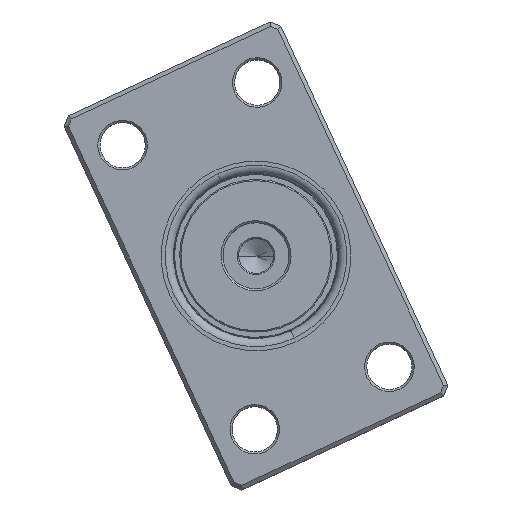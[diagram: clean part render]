
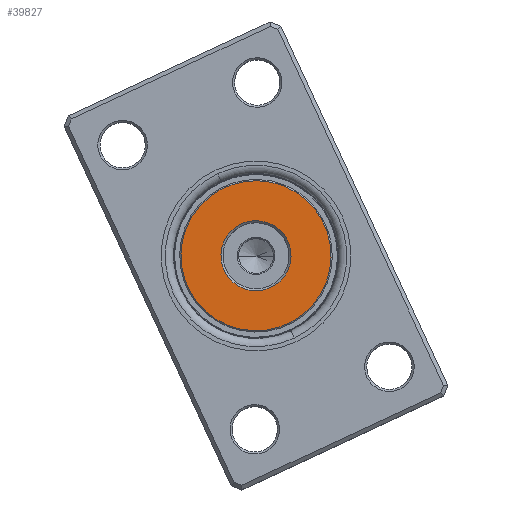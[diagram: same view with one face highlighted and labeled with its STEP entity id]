
A CAD part, top view. The second image highlights one B-rep face of the part: STEP entity #39827.
In plain terms, the highlighted face is planar.
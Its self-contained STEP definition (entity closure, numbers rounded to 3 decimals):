
#781 = ORIENTED_EDGE ( 'NONE', *, *, #7783, .T. ) ;
#1061 = DIRECTION ( 'NONE',  ( 0., 0., -1. ) ) ;
#2794 = DIRECTION ( 'NONE',  ( 0., 0., 1. ) ) ;
#3256 = EDGE_LOOP ( 'NONE', ( #781, #27724 ) ) ;
#3374 = CIRCLE ( 'NONE', #14303, 8.5 ) ;
#4219 = DIRECTION ( 'NONE',  ( 1., 0., 0. ) ) ;
#4350 = CARTESIAN_POINT ( 'NONE',  ( -18.2, 0., 0. ) ) ;
#6145 = CARTESIAN_POINT ( 'NONE',  ( 0., 0., 0. ) ) ;
#7783 = EDGE_CURVE ( 'NONE', #9502, #14740, #11049, .T. ) ;
#8559 = CARTESIAN_POINT ( 'NONE',  ( 0., 0., 0. ) ) ;
#9502 = VERTEX_POINT ( 'NONE', #50067 ) ;
#10220 = DIRECTION ( 'NONE',  ( 0., 0., -1. ) ) ;
#11049 = CIRCLE ( 'NONE', #11310, 18.2 ) ;
#11310 = AXIS2_PLACEMENT_3D ( 'NONE', #8559, #1061, #4219 ) ;
#12620 = CIRCLE ( 'NONE', #12775, 8.5 ) ;
#12775 = AXIS2_PLACEMENT_3D ( 'NONE', #19259, #2794, #35084 ) ;
#12899 = DIRECTION ( 'NONE',  ( 1., 0., 0. ) ) ;
#14303 = AXIS2_PLACEMENT_3D ( 'NONE', #40686, #16527, #12899 ) ;
#14728 = AXIS2_PLACEMENT_3D ( 'NONE', #6145, #22068, #26264 ) ;
#14740 = VERTEX_POINT ( 'NONE', #4350 ) ;
#16527 = DIRECTION ( 'NONE',  ( 0., 0., 1. ) ) ;
#17220 = ORIENTED_EDGE ( 'NONE', *, *, #49851, .T. ) ;
#18602 = FACE_BOUND ( 'NONE', #23415, .T. ) ;
#19259 = CARTESIAN_POINT ( 'NONE',  ( 0., 0., 0. ) ) ;
#21739 = PLANE ( 'NONE',  #14728 ) ;
#22068 = DIRECTION ( 'NONE',  ( 0., 0., 1. ) ) ;
#22353 = AXIS2_PLACEMENT_3D ( 'NONE', #50480, #10220, #42170 ) ;
#23267 = EDGE_CURVE ( 'NONE', #14740, #9502, #45777, .T. ) ;
#23415 = EDGE_LOOP ( 'NONE', ( #17220, #41330 ) ) ;
#25954 = VERTEX_POINT ( 'NONE', #35100 ) ;
#26264 = DIRECTION ( 'NONE',  ( 1., 0., 0. ) ) ;
#27724 = ORIENTED_EDGE ( 'NONE', *, *, #23267, .T. ) ;
#28562 = FACE_OUTER_BOUND ( 'NONE', #3256, .T. ) ;
#29166 = EDGE_CURVE ( 'NONE', #25954, #49936, #3374, .T. ) ;
#35084 = DIRECTION ( 'NONE',  ( 1., 0., 0. ) ) ;
#35100 = CARTESIAN_POINT ( 'NONE',  ( 8.5, 0., 0. ) ) ;
#39827 = ADVANCED_FACE ( 'NONE', ( #28562, #18602 ), #21739, .F. ) ;
#40686 = CARTESIAN_POINT ( 'NONE',  ( 0., 0., 0. ) ) ;
#41330 = ORIENTED_EDGE ( 'NONE', *, *, #29166, .T. ) ;
#42170 = DIRECTION ( 'NONE',  ( 1., 0., 0. ) ) ;
#42416 = CARTESIAN_POINT ( 'NONE',  ( -8.5, 0., 0. ) ) ;
#45777 = CIRCLE ( 'NONE', #22353, 18.2 ) ;
#49851 = EDGE_CURVE ( 'NONE', #49936, #25954, #12620, .T. ) ;
#49936 = VERTEX_POINT ( 'NONE', #42416 ) ;
#50067 = CARTESIAN_POINT ( 'NONE',  ( 18.2, 0., 0. ) ) ;
#50480 = CARTESIAN_POINT ( 'NONE',  ( 0., 0., 0. ) ) ;
